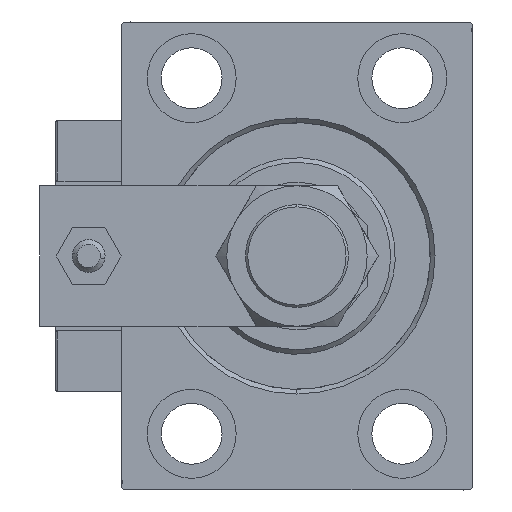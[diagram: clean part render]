
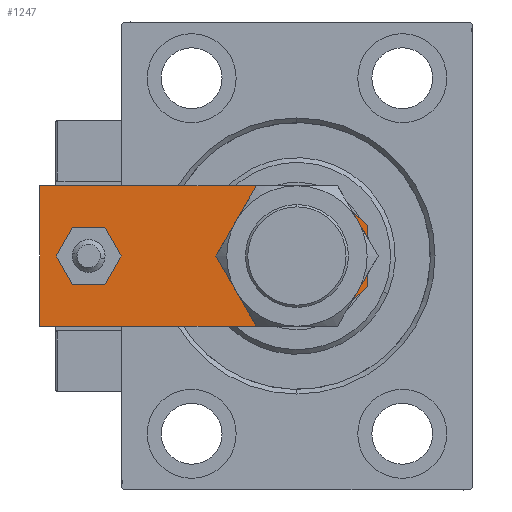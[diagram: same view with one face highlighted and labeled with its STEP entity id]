
A CAD part, left-side view. The second image highlights one B-rep face of the part: STEP entity #1247.
In plain terms, the highlighted face is planar.
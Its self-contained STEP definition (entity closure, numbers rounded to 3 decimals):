
#610 = DIRECTION ( 'NONE',  ( 0.707, -0.707, 0. ) ) ;
#728 = ORIENTED_EDGE ( 'NONE', *, *, #17055, .T. ) ;
#975 = EDGE_CURVE ( 'NONE', #44164, #38838, #22617, .T. ) ;
#1064 = CARTESIAN_POINT ( 'NONE',  ( 15., 8.5, 8. ) ) ;
#1189 = FACE_BOUND ( 'NONE', #9517, .T. ) ;
#1247 = ADVANCED_FACE ( 'NONE', ( #1189, #38247, #7929 ), #52745, .T. ) ;
#1709 = DIRECTION ( 'NONE',  ( 0., 0., 1. ) ) ;
#2303 = VERTEX_POINT ( 'NONE', #1064 ) ;
#2448 = ORIENTED_EDGE ( 'NONE', *, *, #23877, .F. ) ;
#2710 = AXIS2_PLACEMENT_3D ( 'NONE', #41956, #33979, #13673 ) ;
#2881 = CARTESIAN_POINT ( 'NONE',  ( 0., 59.5, 8. ) ) ;
#3218 = VERTEX_POINT ( 'NONE', #4793 ) ;
#3361 = EDGE_LOOP ( 'NONE', ( #34978, #4769, #11413, #28931, #728, #28538 ) ) ;
#3387 = CIRCLE ( 'NONE', #22122, 10. ) ;
#3936 = ORIENTED_EDGE ( 'NONE', *, *, #6502, .F. ) ;
#4769 = ORIENTED_EDGE ( 'NONE', *, *, #50213, .T. ) ;
#4793 = CARTESIAN_POINT ( 'NONE',  ( -15., 70., 8. ) ) ;
#6176 = DIRECTION ( 'NONE',  ( 0., 1., 0. ) ) ;
#6179 = CARTESIAN_POINT ( 'NONE',  ( 3.25, -3.25, 8. ) ) ;
#6212 = DIRECTION ( 'NONE',  ( 0., -1., 0. ) ) ;
#6502 = EDGE_CURVE ( 'NONE', #32762, #21874, #3387, .T. ) ;
#7330 = DIRECTION ( 'NONE',  ( 1., 0., 0. ) ) ;
#7929 = FACE_BOUND ( 'NONE', #30409, .T. ) ;
#8327 = AXIS2_PLACEMENT_3D ( 'NONE', #33746, #1709, #17958 ) ;
#9517 = EDGE_LOOP ( 'NONE', ( #9585, #10244 ) ) ;
#9585 = ORIENTED_EDGE ( 'NONE', *, *, #40383, .F. ) ;
#10244 = ORIENTED_EDGE ( 'NONE', *, *, #13393, .F. ) ;
#11413 = ORIENTED_EDGE ( 'NONE', *, *, #975, .T. ) ;
#12554 = VECTOR ( 'NONE', #12937, 1000. ) ;
#12937 = DIRECTION ( 'NONE',  ( -1., 0., 0. ) ) ;
#13113 = CARTESIAN_POINT ( 'NONE',  ( -4., 59.5, 8. ) ) ;
#13393 = EDGE_CURVE ( 'NONE', #45174, #47102, #29975, .T. ) ;
#13673 = DIRECTION ( 'NONE',  ( 1., 0., 0. ) ) ;
#13919 = CARTESIAN_POINT ( 'NONE',  ( 15., 0., 8. ) ) ;
#16121 = CARTESIAN_POINT ( 'NONE',  ( 0., 15., 8. ) ) ;
#17055 = EDGE_CURVE ( 'NONE', #2303, #52427, #38721, .T. ) ;
#17958 = DIRECTION ( 'NONE',  ( 1., 0., 0. ) ) ;
#18616 = DIRECTION ( 'NONE',  ( 1., 0., 0. ) ) ;
#19059 = DIRECTION ( 'NONE',  ( 0., 0., 1. ) ) ;
#19134 = DIRECTION ( 'NONE',  ( 0., 0., 1. ) ) ;
#19505 = LINE ( 'NONE', #6179, #29661 ) ;
#21128 = LINE ( 'NONE', #41143, #24230 ) ;
#21874 = VERTEX_POINT ( 'NONE', #24843 ) ;
#22122 = AXIS2_PLACEMENT_3D ( 'NONE', #16121, #19059, #7330 ) ;
#22212 = CARTESIAN_POINT ( 'NONE',  ( 15., 70., 8. ) ) ;
#22293 = VECTOR ( 'NONE', #6176, 1000. ) ;
#22617 = LINE ( 'NONE', #26358, #33032 ) ;
#23877 = EDGE_CURVE ( 'NONE', #21874, #32762, #51513, .T. ) ;
#24166 = EDGE_CURVE ( 'NONE', #3218, #28021, #30241, .T. ) ;
#24230 = VECTOR ( 'NONE', #610, 1000. ) ;
#24843 = CARTESIAN_POINT ( 'NONE',  ( 10., 15., 8. ) ) ;
#26358 = CARTESIAN_POINT ( 'NONE',  ( -15., 0., 8. ) ) ;
#26556 = AXIS2_PLACEMENT_3D ( 'NONE', #2881, #19134, #35431 ) ;
#27020 = CARTESIAN_POINT ( 'NONE',  ( -15., 70., 8. ) ) ;
#27615 = DIRECTION ( 'NONE',  ( 0., 0., 1. ) ) ;
#28021 = VERTEX_POINT ( 'NONE', #31172 ) ;
#28538 = ORIENTED_EDGE ( 'NONE', *, *, #32560, .T. ) ;
#28931 = ORIENTED_EDGE ( 'NONE', *, *, #33855, .T. ) ;
#29661 = VECTOR ( 'NONE', #39247, 1000. ) ;
#29975 = CIRCLE ( 'NONE', #2710, 4. ) ;
#30241 = LINE ( 'NONE', #27020, #45580 ) ;
#30409 = EDGE_LOOP ( 'NONE', ( #3936, #2448 ) ) ;
#31172 = CARTESIAN_POINT ( 'NONE',  ( -15., 8.5, 8. ) ) ;
#31362 = CARTESIAN_POINT ( 'NONE',  ( 6.5, 0., 8. ) ) ;
#32560 = EDGE_CURVE ( 'NONE', #52427, #3218, #37997, .T. ) ;
#32762 = VERTEX_POINT ( 'NONE', #41340 ) ;
#33032 = VECTOR ( 'NONE', #18616, 1000. ) ;
#33746 = CARTESIAN_POINT ( 'NONE',  ( 0., 0., 8. ) ) ;
#33855 = EDGE_CURVE ( 'NONE', #38838, #2303, #19505, .T. ) ;
#33979 = DIRECTION ( 'NONE',  ( 0., 0., 1. ) ) ;
#34803 = CARTESIAN_POINT ( 'NONE',  ( -6.5, 0., 8. ) ) ;
#34978 = ORIENTED_EDGE ( 'NONE', *, *, #24166, .T. ) ;
#35431 = DIRECTION ( 'NONE',  ( 1., 0., 0. ) ) ;
#37738 = CARTESIAN_POINT ( 'NONE',  ( 15., 70., 8. ) ) ;
#37997 = LINE ( 'NONE', #37738, #12554 ) ;
#38247 = FACE_OUTER_BOUND ( 'NONE', #3361, .T. ) ;
#38721 = LINE ( 'NONE', #13919, #22293 ) ;
#38753 = AXIS2_PLACEMENT_3D ( 'NONE', #50356, #27615, #46889 ) ;
#38838 = VERTEX_POINT ( 'NONE', #31362 ) ;
#39247 = DIRECTION ( 'NONE',  ( 0.707, 0.707, 0. ) ) ;
#40383 = EDGE_CURVE ( 'NONE', #47102, #45174, #52117, .T. ) ;
#41143 = CARTESIAN_POINT ( 'NONE',  ( -3.25, -3.25, 8. ) ) ;
#41340 = CARTESIAN_POINT ( 'NONE',  ( -10., 15., 8. ) ) ;
#41956 = CARTESIAN_POINT ( 'NONE',  ( 0., 59.5, 8. ) ) ;
#44164 = VERTEX_POINT ( 'NONE', #34803 ) ;
#45174 = VERTEX_POINT ( 'NONE', #51324 ) ;
#45580 = VECTOR ( 'NONE', #6212, 1000. ) ;
#46889 = DIRECTION ( 'NONE',  ( 1., 0., 0. ) ) ;
#47102 = VERTEX_POINT ( 'NONE', #13113 ) ;
#50213 = EDGE_CURVE ( 'NONE', #28021, #44164, #21128, .T. ) ;
#50356 = CARTESIAN_POINT ( 'NONE',  ( 0., 15., 8. ) ) ;
#51324 = CARTESIAN_POINT ( 'NONE',  ( 4., 59.5, 8. ) ) ;
#51513 = CIRCLE ( 'NONE', #38753, 10. ) ;
#52117 = CIRCLE ( 'NONE', #26556, 4. ) ;
#52427 = VERTEX_POINT ( 'NONE', #22212 ) ;
#52745 = PLANE ( 'NONE',  #8327 ) ;
